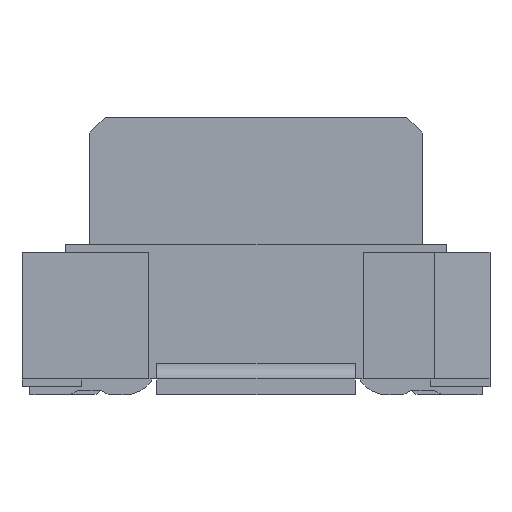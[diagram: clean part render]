
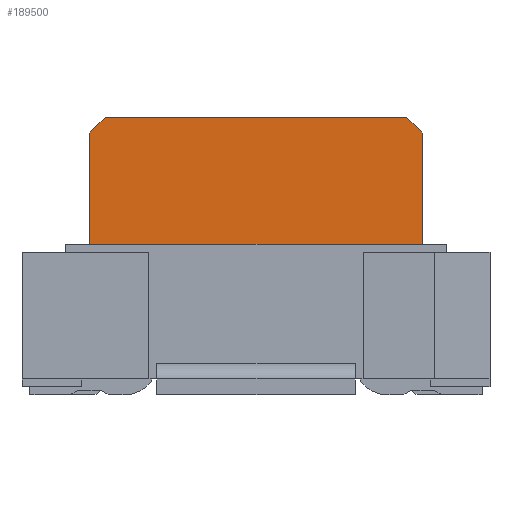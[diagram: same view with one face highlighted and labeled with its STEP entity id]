
A CAD part, front view. The second image highlights one B-rep face of the part: STEP entity #189500.
In plain terms, the highlighted planar face has unit normal (0, -1, 0).
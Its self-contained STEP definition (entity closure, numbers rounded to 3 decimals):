
#26570=CARTESIAN_POINT('',(0.541,-1.05,3.508));
#26580=VERTEX_POINT('',#26570);
#26730=CARTESIAN_POINT('',(0.741,-1.05,3.308));
#26740=VERTEX_POINT('',#26730);
#26770=CARTESIAN_POINT('',(4.049,-1.05,0.));
#26780=DIRECTION('',(0.707,0.,-0.707));
#26790=VECTOR('',#26780,1.);
#26800=LINE('',#26770,#26790);
#26810=EDGE_CURVE('',#26580,#26740,#26800,.T.);
#68450=CARTESIAN_POINT('',(-3.159,-1.05,1.308));
#68460=VERTEX_POINT('',#68450);
#68490=CARTESIAN_POINT('',(0.,-1.05,1.308));
#68500=DIRECTION('',(1.,0.,0.));
#68510=VECTOR('',#68500,1.);
#68520=LINE('',#68490,#68510);
#68530=CARTESIAN_POINT('',(0.441,-1.05,1.308));
#68540=VERTEX_POINT('',#68530);
#68550=EDGE_CURVE('',#68460,#68540,#68520,.T.);
#165460=CARTESIAN_POINT('',(-3.459,-1.05,3.308));
#165470=VERTEX_POINT('',#165460);
#165500=CARTESIAN_POINT('',(-3.459,-1.05,0.));
#165510=DIRECTION('',(0.,0.,1.));
#165520=VECTOR('',#165510,1.);
#165530=LINE('',#165500,#165520);
#165540=CARTESIAN_POINT('',(-3.459,-1.05,1.808));
#165550=VERTEX_POINT('',#165540);
#165560=EDGE_CURVE('',#165550,#165470,#165530,.T.);
#172770=CARTESIAN_POINT('',(0.441,-1.05,1.708));
#172780=VERTEX_POINT('',#172770);
#172810=CARTESIAN_POINT('',(-1.267,-1.05,0.));
#172820=DIRECTION('',(0.707,0.,0.707));
#172830=VECTOR('',#172820,1.);
#172840=LINE('',#172810,#172830);
#172850=CARTESIAN_POINT('',(0.541,-1.05,1.808));
#172860=VERTEX_POINT('',#172850);
#172870=EDGE_CURVE('',#172780,#172860,#172840,.T.);
#188870=CARTESIAN_POINT('',(0.741,-1.05,1.808));
#188880=DIRECTION('',(-0.,-1.,-0.));
#188890=DIRECTION('',(-1.,0.,0.));
#188900=AXIS2_PLACEMENT_3D('',#188870,#188880,#188890);
#188910=PLANE('',#188900);
#188920=CARTESIAN_POINT('',(-6.767,-1.05,0.));
#188930=DIRECTION('',(0.707,0.,0.707));
#188940=VECTOR('',#188930,1.);
#188950=LINE('',#188920,#188940);
#188960=CARTESIAN_POINT('',(-3.259,-1.05,3.508));
#188970=VERTEX_POINT('',#188960);
#188980=EDGE_CURVE('',#165470,#188970,#188950,.T.);
#188990=ORIENTED_EDGE('',*,*,#188980,.F.);
#189000=CARTESIAN_POINT('',(0.,-1.05,3.508));
#189010=DIRECTION('',(1.,0.,0.));
#189020=VECTOR('',#189010,1.);
#189030=LINE('',#189000,#189020);
#189040=EDGE_CURVE('',#188970,#26580,#189030,.T.);
#189050=ORIENTED_EDGE('',*,*,#189040,.F.);
#189060=ORIENTED_EDGE('',*,*,#26810,.F.);
#189070=CARTESIAN_POINT('',(0.741,-1.05,0.));
#189080=DIRECTION('',(0.,0.,-1.));
#189090=VECTOR('',#189080,1.);
#189100=LINE('',#189070,#189090);
#189110=CARTESIAN_POINT('',(0.741,-1.05,1.808));
#189120=VERTEX_POINT('',#189110);
#189130=EDGE_CURVE('',#26740,#189120,#189100,.T.);
#189140=ORIENTED_EDGE('',*,*,#189130,.F.);
#189150=CARTESIAN_POINT('',(0.,-1.05,1.808));
#189160=DIRECTION('',(1.,0.,0.));
#189170=VECTOR('',#189160,1.);
#189180=LINE('',#189150,#189170);
#189190=EDGE_CURVE('',#172860,#189120,#189180,.T.);
#189200=ORIENTED_EDGE('',*,*,#189190,.T.);
#189210=ORIENTED_EDGE('',*,*,#172870,.T.);
#189220=CARTESIAN_POINT('',(0.441,-1.05,0.));
#189230=DIRECTION('',(0.,0.,-1.));
#189240=VECTOR('',#189230,1.);
#189250=LINE('',#189220,#189240);
#189260=EDGE_CURVE('',#172780,#68540,#189250,.T.);
#189270=ORIENTED_EDGE('',*,*,#189260,.F.);
#189280=ORIENTED_EDGE('',*,*,#68550,.T.);
#189290=CARTESIAN_POINT('',(-3.159,-1.05,0.));
#189300=DIRECTION('',(0.,0.,1.));
#189310=VECTOR('',#189300,1.);
#189320=LINE('',#189290,#189310);
#189330=CARTESIAN_POINT('',(-3.159,-1.05,1.708));
#189340=VERTEX_POINT('',#189330);
#189350=EDGE_CURVE('',#68460,#189340,#189320,.T.);
#189360=ORIENTED_EDGE('',*,*,#189350,.F.);
#189370=CARTESIAN_POINT('',(-1.451,-1.05,0.));
#189380=DIRECTION('',(0.707,0.,-0.707));
#189390=VECTOR('',#189380,1.);
#189400=LINE('',#189370,#189390);
#189410=CARTESIAN_POINT('',(-3.259,-1.05,1.808));
#189420=VERTEX_POINT('',#189410);
#189430=EDGE_CURVE('',#189420,#189340,#189400,.T.);
#189440=ORIENTED_EDGE('',*,*,#189430,.T.);
#189450=EDGE_CURVE('',#165550,#189420,#189180,.T.);
#189460=ORIENTED_EDGE('',*,*,#189450,.T.);
#189470=ORIENTED_EDGE('',*,*,#165560,.F.);
#189480=EDGE_LOOP('',(#189470,#189460,#189440,#189360,#189280,#189270,
#189210,#189200,#189140,#189060,#189050,#188990));
#189490=FACE_OUTER_BOUND('',#189480,.T.);
#189500=ADVANCED_FACE('',(#189490),#188910,.T.);
